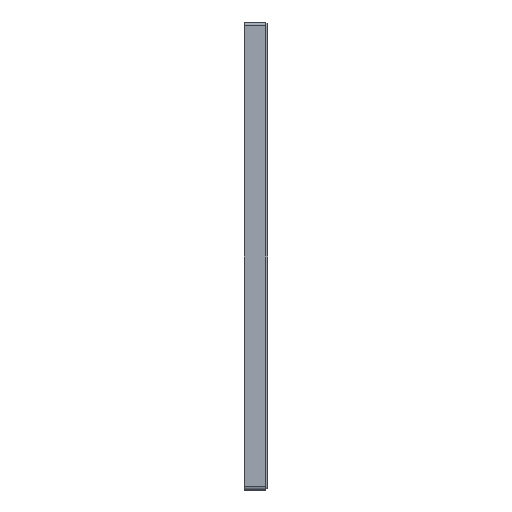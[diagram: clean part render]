
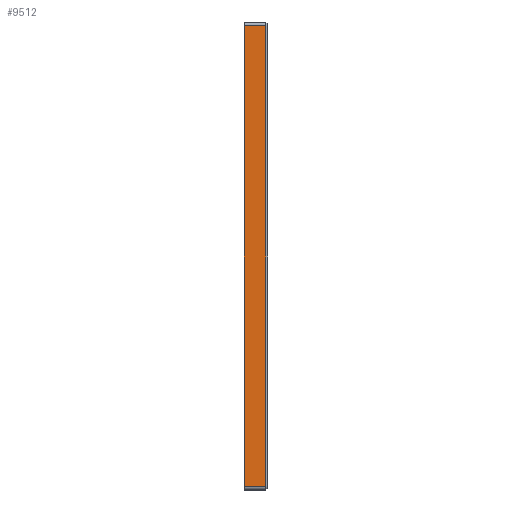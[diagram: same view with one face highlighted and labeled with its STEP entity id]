
A CAD part, left-side view. The second image highlights one B-rep face of the part: STEP entity #9512.
In plain terms, the highlighted planar face has unit normal (-1, 0, 0).
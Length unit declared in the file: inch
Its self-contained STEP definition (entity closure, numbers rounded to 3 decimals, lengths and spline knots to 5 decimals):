
#3912 = ORIENTED_EDGE ( 'NONE', *, *, #65810, .T. ) ;
#9512 = ADVANCED_FACE ( 'NONE', ( #33104 ), #33457, .T. ) ;
#11517 = CARTESIAN_POINT ( 'NONE',  ( -7.08661, -0.26, -6.10079 ) ) ;
#11564 = EDGE_CURVE ( 'NONE', #14606, #45400, #31598, .T. ) ;
#13153 = VECTOR ( 'NONE', #47511, 39.37008 ) ;
#13342 = ORIENTED_EDGE ( 'NONE', *, *, #11564, .T. ) ;
#13429 = ORIENTED_EDGE ( 'NONE', *, *, #27649, .F. ) ;
#14606 = VERTEX_POINT ( 'NONE', #38415 ) ;
#15262 = VERTEX_POINT ( 'NONE', #62818 ) ;
#17450 = AXIS2_PLACEMENT_3D ( 'NONE', #50076, #45220, #34494 ) ;
#17699 = CARTESIAN_POINT ( 'NONE',  ( -7.08661, -0.26, 6.10079 ) ) ;
#22395 = DIRECTION ( 'NONE',  ( 0., 0., 1. ) ) ;
#22654 = CARTESIAN_POINT ( 'NONE',  ( -7.08661, -0.31, -6.10079 ) ) ;
#23665 = CARTESIAN_POINT ( 'NONE',  ( -7.08661, 0.315, 6.10079 ) ) ;
#24868 = VECTOR ( 'NONE', #54385, 39.37008 ) ;
#26384 = CARTESIAN_POINT ( 'NONE',  ( -7.08661, -0.31, 6.10079 ) ) ;
#27577 = CARTESIAN_POINT ( 'NONE',  ( -7.08661, 0.315, -6.20079 ) ) ;
#27649 = EDGE_CURVE ( 'NONE', #15262, #45400, #53885, .T. ) ;
#31598 = LINE ( 'NONE', #26384, #13153 ) ;
#33104 = FACE_OUTER_BOUND ( 'NONE', #33820, .T. ) ;
#33457 = PLANE ( 'NONE',  #17450 ) ;
#33820 = EDGE_LOOP ( 'NONE', ( #3912, #64753, #13342, #13429 ) ) ;
#34494 = DIRECTION ( 'NONE',  ( 0., 0., 1. ) ) ;
#36910 = VECTOR ( 'NONE', #22395, 39.37008 ) ;
#37680 = VERTEX_POINT ( 'NONE', #11517 ) ;
#38415 = CARTESIAN_POINT ( 'NONE',  ( -7.08661, -0.26, 6.10079 ) ) ;
#39454 = VECTOR ( 'NONE', #44816, 39.37008 ) ;
#44816 = DIRECTION ( 'NONE',  ( 0., -1., 0. ) ) ;
#45220 = DIRECTION ( 'NONE',  ( -1., 0., 0. ) ) ;
#45400 = VERTEX_POINT ( 'NONE', #23665 ) ;
#47511 = DIRECTION ( 'NONE',  ( 0., 1., 0. ) ) ;
#50076 = CARTESIAN_POINT ( 'NONE',  ( -7.08661, -0.31, -6.20079 ) ) ;
#53885 = LINE ( 'NONE', #27577, #36910 ) ;
#54385 = DIRECTION ( 'NONE',  ( 0., 0., 1. ) ) ;
#58550 = LINE ( 'NONE', #17699, #24868 ) ;
#59445 = EDGE_CURVE ( 'NONE', #37680, #14606, #58550, .T. ) ;
#62818 = CARTESIAN_POINT ( 'NONE',  ( -7.08661, 0.315, -6.10079 ) ) ;
#64753 = ORIENTED_EDGE ( 'NONE', *, *, #59445, .T. ) ;
#65810 = EDGE_CURVE ( 'NONE', #15262, #37680, #66221, .T. ) ;
#66221 = LINE ( 'NONE', #22654, #39454 ) ;
